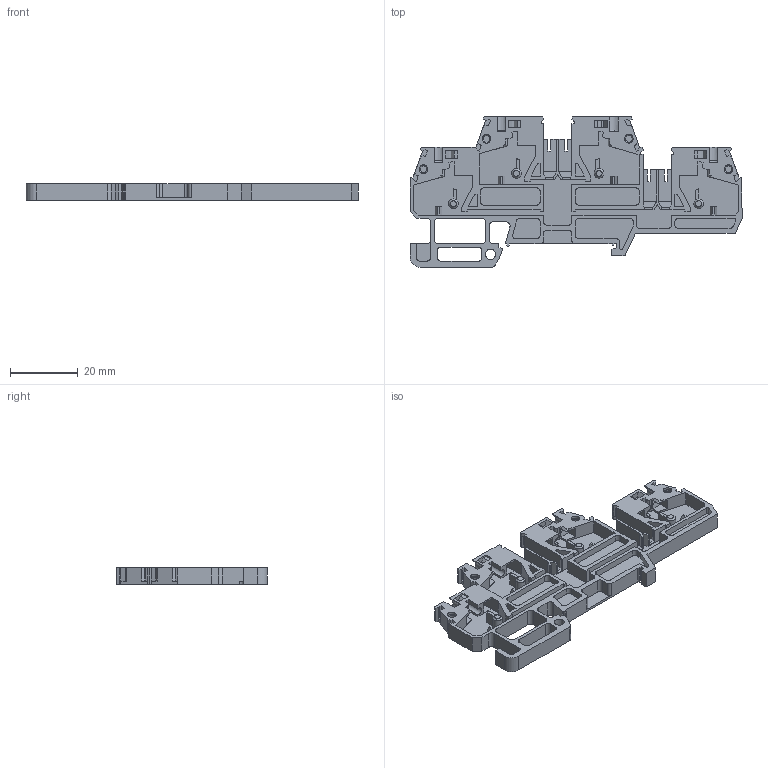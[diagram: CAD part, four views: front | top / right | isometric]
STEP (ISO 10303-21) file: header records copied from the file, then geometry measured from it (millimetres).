
FILE_DESCRIPTION (( 'STEP AP214' ), '1' );
FILE_NAME ('DN-QD12-A.STEP', '2019-10-24T18:48:23', ( '' ), ( '' ), 'SwSTEP 2.0', 'SolidWorks 2019', '' );
FILE_SCHEMA (( 'AUTOMOTIVE_DESIGN' ));
Length unit declared in the file: inch
Products named in the file (1): DN-QD12-A
Bounding box: 98 x 44.4 x 5 mm (x, y, z)
Volume: 6537.2 mm3; surface area: 12534.7 mm2
Topology: 1 solids, 1 shells, 666 faces, 1909 edges, 1257 vertices
Faces by surface type: plane 536, cylinder 101, bspline 16, cone 9, torus 4
Full cylindrical faces by diameter (mm): 2.2 x4, 2.6 x8, 3 x1
Entity records: 31058 total; most frequent: CARTESIAN_POINT 5257, ORIENTED_EDGE 3742, DIRECTION 3213, EDGE_CURVE 1871, LINE 1489, VECTOR 1489, VERTEX_POINT 1243, AXIS2_PLACEMENT_3D 862
